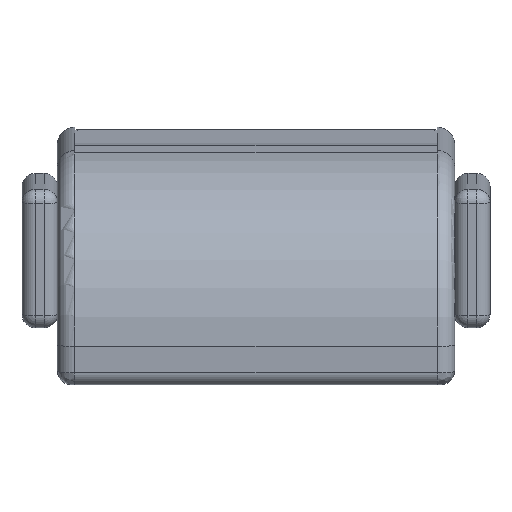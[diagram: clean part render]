
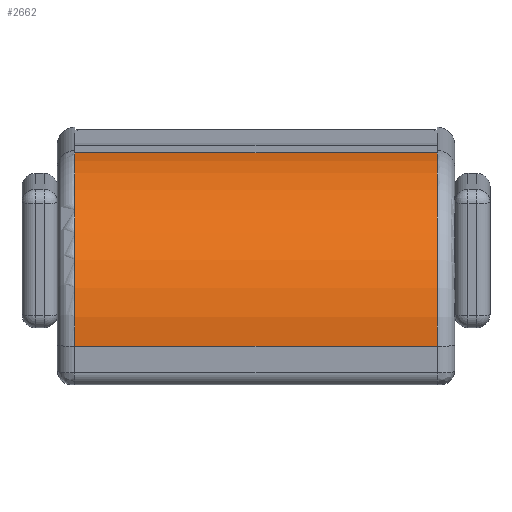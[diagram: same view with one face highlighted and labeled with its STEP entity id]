
A CAD part, top view. The second image highlights one B-rep face of the part: STEP entity #2662.
In plain terms, the highlighted cylindrical face has radius 20.5 mm (diameter 41 mm), a partial arc.
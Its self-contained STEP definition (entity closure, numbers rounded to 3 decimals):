
#332=LINE('',#4632,#534);
#333=LINE('',#4633,#535);
#534=VECTOR('',#3644,10.);
#535=VECTOR('',#3645,10.);
#600=CYLINDRICAL_SURFACE('',#2939,20.5);
#736=FACE_OUTER_BOUND('',#904,.T.);
#904=EDGE_LOOP('',(#2296,#2297,#2298,#2299));
#1086=CIRCLE('',#2920,20.5);
#1091=CIRCLE('',#2926,20.5);
#1229=VERTEX_POINT('',#4187);
#1238=VERTEX_POINT('',#4216);
#1297=VERTEX_POINT('',#4465);
#1300=VERTEX_POINT('',#4472);
#1640=EDGE_CURVE('',#1297,#1229,#1086,.T.);
#1645=EDGE_CURVE('',#1300,#1238,#1091,.T.);
#1674=EDGE_CURVE('',#1238,#1229,#332,.T.);
#1675=EDGE_CURVE('',#1297,#1300,#333,.T.);
#2296=ORIENTED_EDGE('',*,*,#1674,.T.);
#2297=ORIENTED_EDGE('',*,*,#1640,.F.);
#2298=ORIENTED_EDGE('',*,*,#1675,.T.);
#2299=ORIENTED_EDGE('',*,*,#1645,.T.);
#2662=ADVANCED_FACE('',(#736),#600,.T.);
#2920=AXIS2_PLACEMENT_3D('',#4466,#3591,#3592);
#2926=AXIS2_PLACEMENT_3D('',#4475,#3603,#3604);
#2939=AXIS2_PLACEMENT_3D('',#4631,#3642,#3643);
#3591=DIRECTION('center_axis',(-1.,0.,0.));
#3592=DIRECTION('ref_axis',(0.,0.,-1.));
#3603=DIRECTION('center_axis',(-1.,0.,0.));
#3604=DIRECTION('ref_axis',(0.,0.,1.));
#3642=DIRECTION('center_axis',(1.,0.,0.));
#3643=DIRECTION('ref_axis',(0.,0.605,0.797));
#3644=DIRECTION('',(-1.,0.,0.));
#3645=DIRECTION('',(1.,0.,0.));
#4187=CARTESIAN_POINT('',(-20.416,53.479,7.029));
#4216=CARTESIAN_POINT('',(20.584,53.479,7.029));
#4465=CARTESIAN_POINT('',(-20.416,31.542,23.681));
#4466=CARTESIAN_POINT('Origin',(-20.416,33.328,3.259));
#4472=CARTESIAN_POINT('',(20.584,31.542,23.681));
#4475=CARTESIAN_POINT('Origin',(20.584,33.328,3.259));
#4631=CARTESIAN_POINT('Origin',(-20.416,33.328,3.259));
#4632=CARTESIAN_POINT('',(-20.416,53.479,7.029));
#4633=CARTESIAN_POINT('',(-20.416,31.542,23.681));
